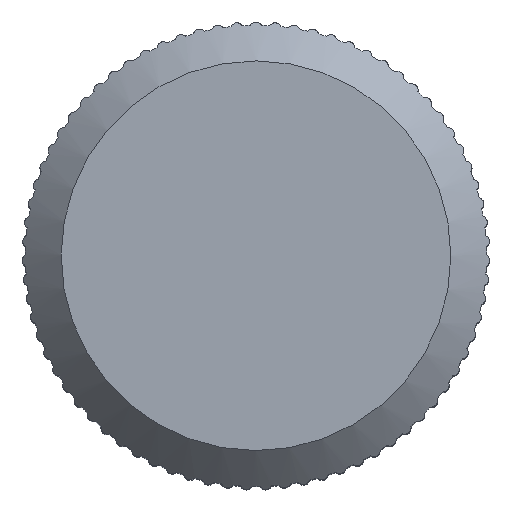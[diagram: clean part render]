
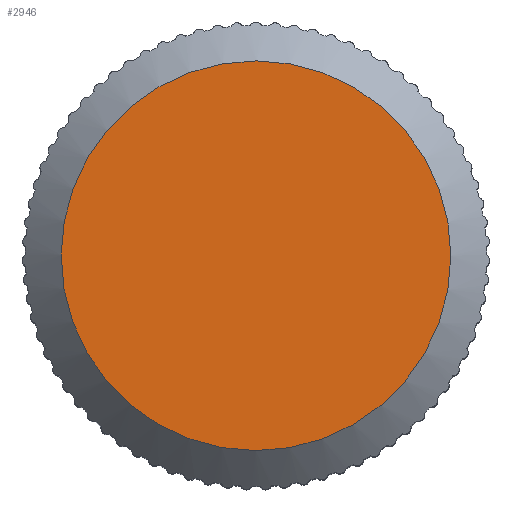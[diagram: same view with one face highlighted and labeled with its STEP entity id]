
A CAD part, top view. The second image highlights one B-rep face of the part: STEP entity #2946.
In plain terms, the highlighted planar face has unit normal (0, 0, 1).
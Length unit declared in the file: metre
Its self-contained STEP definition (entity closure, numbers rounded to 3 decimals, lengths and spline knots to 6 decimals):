
#13=PLANE('',#3342);
#319=CIRCLE('',#3343,0.00762);
#925=ORIENTED_EDGE('',*,*,#1695,.T.);
#1695=EDGE_CURVE('',#2005,#2005,#319,.T.);
#2005=VERTEX_POINT('',#5494);
#2470=EDGE_LOOP('',(#925));
#2632=FACE_BOUND('',#2470,.T.);
#2946=ADVANCED_FACE('',(#2632),#13,.T.);
#3342=AXIS2_PLACEMENT_3D('',#5492,#4257,#4258);
#3343=AXIS2_PLACEMENT_3D('',#5493,#4259,#4260);
#4257=DIRECTION('',(0.,0.,1.));
#4258=DIRECTION('',(1.,0.,0.));
#4259=DIRECTION('',(0.,0.,1.));
#4260=DIRECTION('',(1.,0.,0.));
#5492=CARTESIAN_POINT('',(0.,0.000004,0.00984));
#5493=CARTESIAN_POINT('',(0.,0.,0.00984));
#5494=CARTESIAN_POINT('',(0.00762,0.,0.00984));
